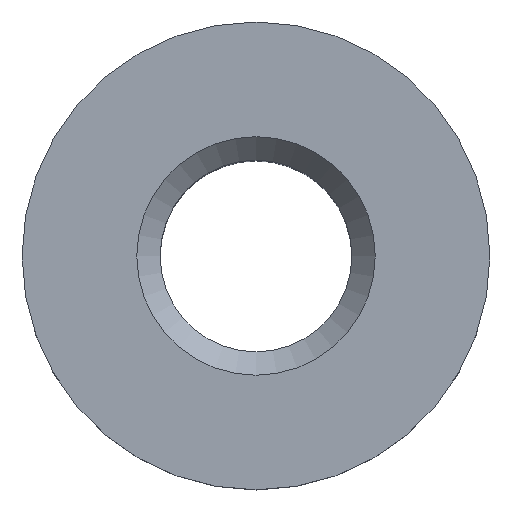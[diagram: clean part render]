
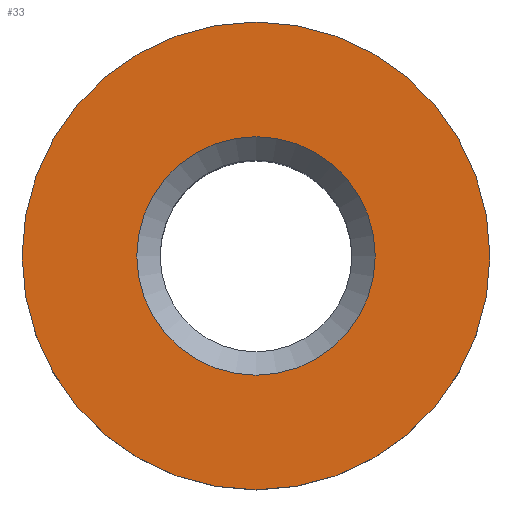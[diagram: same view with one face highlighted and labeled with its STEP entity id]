
A CAD part, top view. The second image highlights one B-rep face of the part: STEP entity #33.
In plain terms, the highlighted planar face has unit normal (0, 0, 1).
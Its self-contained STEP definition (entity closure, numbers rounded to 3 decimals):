
#33 = ADVANCED_FACE( '', ( #66, #67 ), #68, .F. );
#66 = FACE_BOUND( '', #101, .T. );
#67 = FACE_OUTER_BOUND( '', #102, .T. );
#68 = PLANE( '', #103 );
#101 = EDGE_LOOP( '', ( #132 ) );
#102 = EDGE_LOOP( '', ( #133 ) );
#103 = AXIS2_PLACEMENT_3D( '', #134, #135, #136 );
#132 = ORIENTED_EDGE( '', *, *, #171, .T. );
#133 = ORIENTED_EDGE( '', *, *, #169, .F. );
#134 = CARTESIAN_POINT( '', ( 0., 0., 1. ) );
#135 = DIRECTION( '', ( 0., 0., -1. ) );
#136 = DIRECTION( '', ( -1., 0., 0. ) );
#169 = EDGE_CURVE( '', #184, #184, #185, .T. );
#171 = EDGE_CURVE( '', #187, #187, #188, .T. );
#184 = VERTEX_POINT( '', #205 );
#185 = CIRCLE( '', #206, 3. );
#187 = VERTEX_POINT( '', #208 );
#188 = CIRCLE( '', #209, 1.53 );
#205 = CARTESIAN_POINT( '', ( -3., 0., 1. ) );
#206 = AXIS2_PLACEMENT_3D( '', #226, #227, #228 );
#208 = CARTESIAN_POINT( '', ( 1.53, 0., 1. ) );
#209 = AXIS2_PLACEMENT_3D( '', #229, #230, #231 );
#226 = CARTESIAN_POINT( '', ( 0., 0., 1. ) );
#227 = DIRECTION( '', ( 0., 0., -1. ) );
#228 = DIRECTION( '', ( -1., 0., 0. ) );
#229 = CARTESIAN_POINT( '', ( 0., 0., 1. ) );
#230 = DIRECTION( '', ( 0., 0., -1. ) );
#231 = DIRECTION( '', ( 1., 0., 0. ) );
